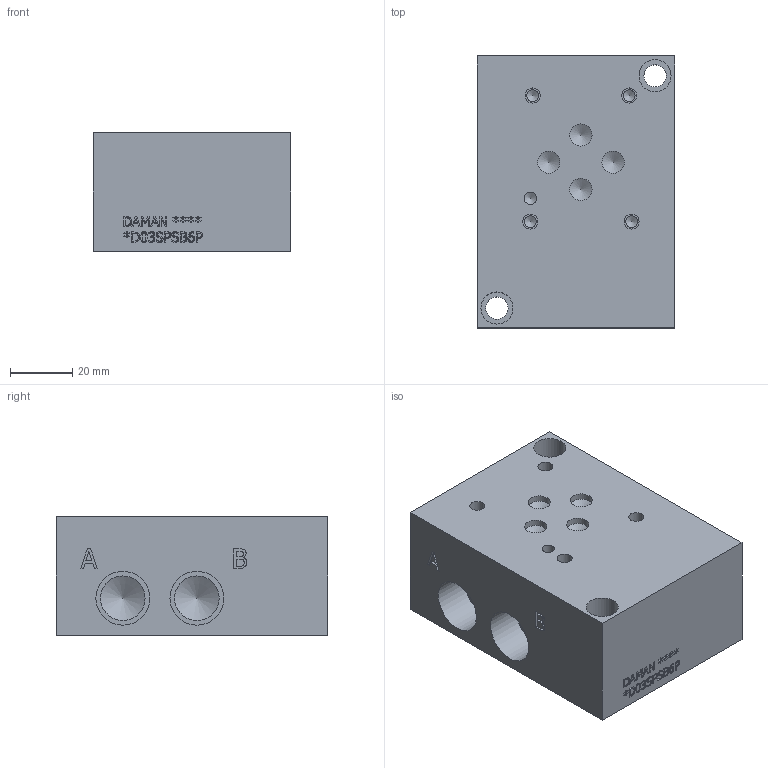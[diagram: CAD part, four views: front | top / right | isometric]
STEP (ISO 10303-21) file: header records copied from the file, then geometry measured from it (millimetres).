
FILE_DESCRIPTION(/* description */ (''),/* implementation_level */ '2;1');
FILE_NAME(/* name */ '_D03SPSB6P.stp',/* time_stamp */ '2020-05-22T09:08:25-04:00',/* author */ ('alexanderw'),/* organization */ (''),/* preprocessor_version */ 'ST-DEVELOPER v17',/* originating_system */ 'Autodesk Inventor 2019',/* authorisation */ '');
FILE_SCHEMA (('AUTOMOTIVE_DESIGN { 1 0 10303 214 3 1 1 }'));
Length unit declared in the file: millimetre
Products named in the file (1): Part_DD03SPSB6P.C05141R1_3D
Bounding box: 63.5 x 87.33 x 38.1 mm (x, y, z)
Volume: 187281 mm3; surface area: 30195.8 mm2
Topology: 1 solids, 1 shells, 504 faces, 1379 edges, 929 vertices
Faces by surface type: plane 302, bspline 158, cylinder 29, cone 15
Full cylindrical faces by diameter (mm): 3.785 x4, 3.962 x1, 4.826 x4, 7.137 x6, 10.312 x2, 14.3 x6, 17.297 x6
Entity records: 17105 total; most frequent: CARTESIAN_POINT 4852, ORIENTED_EDGE 2728, DIRECTION 1844, EDGE_CURVE 1364, LINE 946, VECTOR 946, VERTEX_POINT 929, EDGE_LOOP 575
